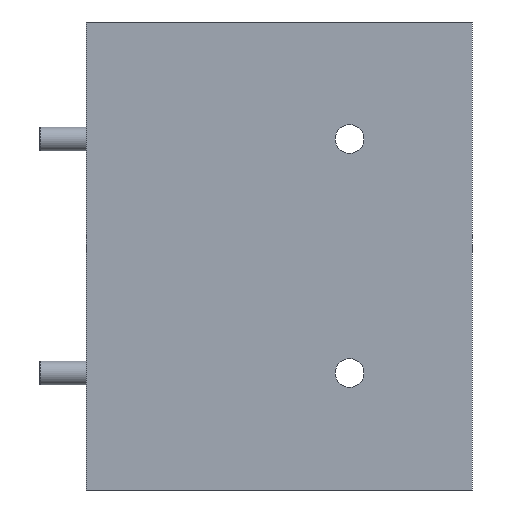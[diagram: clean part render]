
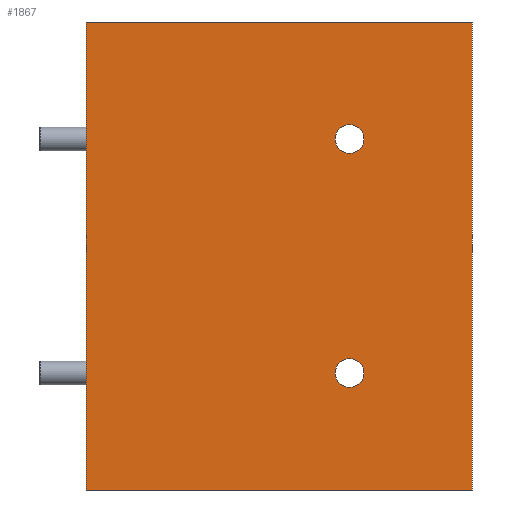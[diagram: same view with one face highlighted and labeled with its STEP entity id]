
A CAD part, front view. The second image highlights one B-rep face of the part: STEP entity #1867.
In plain terms, the highlighted planar face has unit normal (0, -1, 0).
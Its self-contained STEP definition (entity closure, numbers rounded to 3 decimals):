
#116 = CARTESIAN_POINT ( 'NONE',  ( 32., 1., 40. ) ) ;
#146 = VERTEX_POINT ( 'NONE', #5259 ) ;
#180 = VERTEX_POINT ( 'NONE', #116 ) ;
#192 = AXIS2_PLACEMENT_3D ( 'NONE', #409, #392, #387 ) ;
#193 = CIRCLE ( 'NONE', #192, 1.23 ) ;
#198 = AXIS2_PLACEMENT_3D ( 'NONE', #487, #549, #461 ) ;
#203 = CIRCLE ( 'NONE', #198, 1.23 ) ;
#387 = DIRECTION ( 'NONE',  ( 0., 0., -1. ) ) ;
#392 = DIRECTION ( 'NONE',  ( 0., -1., 0. ) ) ;
#409 = CARTESIAN_POINT ( 'NONE',  ( 21.5, 1., 30. ) ) ;
#461 = DIRECTION ( 'NONE',  ( 0., 0., -1. ) ) ;
#481 = DIRECTION ( 'NONE',  ( 0., 0., -1. ) ) ;
#487 = CARTESIAN_POINT ( 'NONE',  ( 21.5, 1., 30. ) ) ;
#549 = DIRECTION ( 'NONE',  ( 0., -1., 0. ) ) ;
#580 = CIRCLE ( 'NONE', #617, 1.229 ) ;
#617 = AXIS2_PLACEMENT_3D ( 'NONE', #799, #867, #481 ) ;
#799 = CARTESIAN_POINT ( 'NONE',  ( 21.5, 1., 10. ) ) ;
#867 = DIRECTION ( 'NONE',  ( 0., 1., 0. ) ) ;
#1105 = DIRECTION ( 'NONE',  ( 0., 0., -1. ) ) ;
#1106 = CARTESIAN_POINT ( 'NONE',  ( -1., 1., 0. ) ) ;
#1111 = LINE ( 'NONE', #1106, #3546 ) ;
#1490 = AXIS2_PLACEMENT_3D ( 'NONE', #4106, #4236, #4208 ) ;
#1805 = EDGE_CURVE ( 'NONE', #5294, #3785, #580, .T. ) ;
#1836 = EDGE_CURVE ( 'NONE', #3722, #3834, #193, .T. ) ;
#1861 = EDGE_CURVE ( 'NONE', #3834, #3722, #203, .T. ) ;
#1867 = ADVANCED_FACE ( 'NONE', ( #4122, #4111, #4069 ), #4055, .T. ) ;
#2138 = EDGE_CURVE ( 'NONE', #3663, #146, #1111, .T. ) ;
#2183 = EDGE_CURVE ( 'NONE', #3793, #180, #5186, .T. ) ;
#2195 = EDGE_CURVE ( 'NONE', #180, #3663, #5125, .T. ) ;
#2243 = EDGE_CURVE ( 'NONE', #3785, #5294, #3615, .T. ) ;
#2250 = EDGE_CURVE ( 'NONE', #146, #3793, #4727, .T. ) ;
#2507 = ORIENTED_EDGE ( 'NONE', *, *, #1836, .F. ) ;
#2610 = ORIENTED_EDGE ( 'NONE', *, *, #2138, .T. ) ;
#2808 = ORIENTED_EDGE ( 'NONE', *, *, #1861, .F. ) ;
#2824 = ORIENTED_EDGE ( 'NONE', *, *, #2250, .T. ) ;
#2995 = ORIENTED_EDGE ( 'NONE', *, *, #2243, .T. ) ;
#3006 = ORIENTED_EDGE ( 'NONE', *, *, #2183, .T. ) ;
#3232 = ORIENTED_EDGE ( 'NONE', *, *, #1805, .T. ) ;
#3546 = VECTOR ( 'NONE', #1105, 1000. ) ;
#3572 = VECTOR ( 'NONE', #5142, 1000. ) ;
#3582 = VECTOR ( 'NONE', #5122, 1000. ) ;
#3615 = CIRCLE ( 'NONE', #3616, 1.229 ) ;
#3616 = AXIS2_PLACEMENT_3D ( 'NONE', #4751, #4750, #4749 ) ;
#3621 = VECTOR ( 'NONE', #4725, 1000. ) ;
#3663 = VERTEX_POINT ( 'NONE', #4706 ) ;
#3673 = EDGE_LOOP ( 'NONE', ( #2808, #2507 ) ) ;
#3687 = EDGE_LOOP ( 'NONE', ( #2995, #3232 ) ) ;
#3722 = VERTEX_POINT ( 'NONE', #4680 ) ;
#3785 = VERTEX_POINT ( 'NONE', #4637 ) ;
#3793 = VERTEX_POINT ( 'NONE', #4632 ) ;
#3834 = VERTEX_POINT ( 'NONE', #4617 ) ;
#3844 = ORIENTED_EDGE ( 'NONE', *, *, #2195, .T. ) ;
#3984 = EDGE_LOOP ( 'NONE', ( #2824, #3006, #3844, #2610 ) ) ;
#4055 = PLANE ( 'NONE',  #1490 ) ;
#4069 = FACE_OUTER_BOUND ( 'NONE', #3984, .T. ) ;
#4106 = CARTESIAN_POINT ( 'NONE',  ( 32., 1., 0. ) ) ;
#4111 = FACE_BOUND ( 'NONE', #3687, .T. ) ;
#4122 = FACE_BOUND ( 'NONE', #3673, .T. ) ;
#4208 = DIRECTION ( 'NONE',  ( 0., 0., -1. ) ) ;
#4236 = DIRECTION ( 'NONE',  ( 0., -1., 0. ) ) ;
#4487 = CARTESIAN_POINT ( 'NONE',  ( 21.5, 1., 11.23 ) ) ;
#4617 = CARTESIAN_POINT ( 'NONE',  ( 21.5, 1., 28.77 ) ) ;
#4632 = CARTESIAN_POINT ( 'NONE',  ( 32., 1., 0. ) ) ;
#4637 = CARTESIAN_POINT ( 'NONE',  ( 21.5, 1., 8.771 ) ) ;
#4680 = CARTESIAN_POINT ( 'NONE',  ( 21.5, 1., 31.23 ) ) ;
#4706 = CARTESIAN_POINT ( 'NONE',  ( -1., 1., 40. ) ) ;
#4725 = DIRECTION ( 'NONE',  ( 1., 0., 0. ) ) ;
#4726 = CARTESIAN_POINT ( 'NONE',  ( 32., 1., 0. ) ) ;
#4727 = LINE ( 'NONE', #4726, #3621 ) ;
#4749 = DIRECTION ( 'NONE',  ( 0., 0., -1. ) ) ;
#4750 = DIRECTION ( 'NONE',  ( 0., 1., 0. ) ) ;
#4751 = CARTESIAN_POINT ( 'NONE',  ( 21.5, 1., 10. ) ) ;
#5122 = DIRECTION ( 'NONE',  ( -1., 0., 0. ) ) ;
#5123 = CARTESIAN_POINT ( 'NONE',  ( 32., 1., 40. ) ) ;
#5125 = LINE ( 'NONE', #5123, #3582 ) ;
#5141 = CARTESIAN_POINT ( 'NONE',  ( 32., 1., 0. ) ) ;
#5142 = DIRECTION ( 'NONE',  ( 0., 0., 1. ) ) ;
#5186 = LINE ( 'NONE', #5141, #3572 ) ;
#5259 = CARTESIAN_POINT ( 'NONE',  ( -1., 1., 0. ) ) ;
#5294 = VERTEX_POINT ( 'NONE', #4487 ) ;
